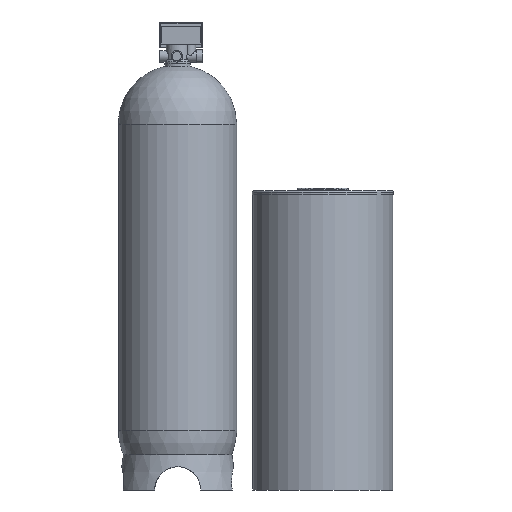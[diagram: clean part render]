
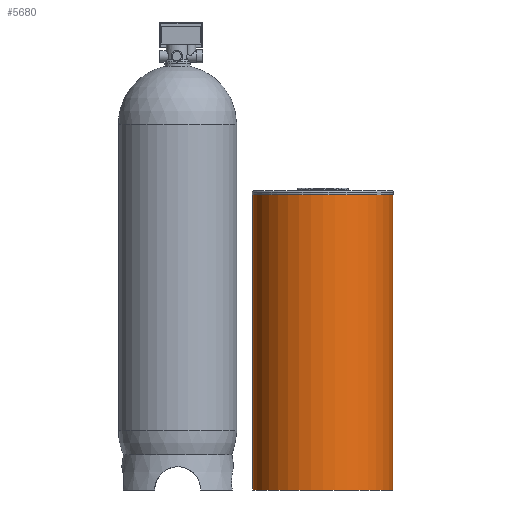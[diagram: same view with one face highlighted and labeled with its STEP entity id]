
A CAD part, front view. The second image highlights one B-rep face of the part: STEP entity #5680.
In plain terms, the highlighted cylindrical face has radius 275 mm (diameter 550 mm), a full revolution.
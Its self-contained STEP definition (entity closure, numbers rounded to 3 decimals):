
#5680=ADVANCED_FACE('',(#10199,#10201,#10203),#10205,.T.);
#10199=FACE_OUTER_BOUND('',#10200,.T.);
#10200=EDGE_LOOP('',(#13595));
#10201=FACE_OUTER_BOUND('',#10202,.T.);
#10202=EDGE_LOOP('',(#13596));
#10203=FACE_BOUND('',#10204,.T.);
#10204=EDGE_LOOP('',(#13597));
#10205=CYLINDRICAL_SURFACE('',#10206,275.);
#10206=AXIS2_PLACEMENT_3D('',#10207,#10208,#10209);
#10207=CARTESIAN_POINT('',(0.,0.,0.));
#10208=DIRECTION('',(0.,0.,1.));
#10209=DIRECTION('',(1.,0.,0.));
#13595=ORIENTED_EDGE('',*,*,#15271,.F.);
#13596=ORIENTED_EDGE('',*,*,#15272,.T.);
#13597=ORIENTED_EDGE('',*,*,#15270,.F.);
#15270=EDGE_CURVE('',#18043,#18043,#18044,.T.);
#15271=EDGE_CURVE('',#18045,#18045,#18046,.T.);
#15272=EDGE_CURVE('',#18047,#18047,#18048,.T.);
#18043=VERTEX_POINT('',#35832);
#18044=B_SPLINE_CURVE_WITH_KNOTS('',3,
(#35833,#35834,#35835,#35836,#35837,#35838,#35839,#35840,#35841,#35842,#35843,#35844,
#35845,#35846,#35847,#35848,#35849,#35850,#35851,#35852,#35853,#35854,#35855,#35856,
#35857,#35858,#35859,#35860,#35861,#35862,#35863,#35864,#35865,#35866,#35867,#35868,
#35869,#35870,#35871,#35872,#35873,#35874,#35875,#35876,#35877,#35878,#35879,#35880,
#35881,#35882,#35883,#35884,#35885,#35886,#35887,#35888,#35889,#35890,#35891,#35892,
#35893,#35894,#35895,#35896,#35897,#35898,#35899,#35900,#35901,#35902,#35903,#35904,
#35905,#35906,#35907),
.UNSPECIFIED.,.T.,.F.,
(4,1,1,1,1,1,1,1,1,1,1,1,1,1,1,1,1,1,1,1,1,1,1,1,1,1,1,1,1,1,1,1,1,1,1,1,1,1,1,1,
1,1,1,1,1,1,1,1,1,1,1,1,1,1,1,1,1,1,1,1,1,1,1,1,1,1,1,1,1,1,1,1,4),
(0.,0.008,0.018,0.028,0.041,
0.054,0.068,0.083,0.099,0.115,
0.132,0.149,0.165,0.179,0.195,
0.209,0.222,0.231,0.24,0.249,
0.258,0.268,0.279,0.289,0.301,
0.315,0.33,0.346,0.36,0.376,
0.393,0.412,0.432,0.45,0.466,
0.481,0.494,0.507,0.522,0.536,
0.554,0.572,0.591,0.609,0.625,
0.642,0.662,0.681,0.699,0.71,
0.72,0.728,0.735,0.742,0.748,
0.756,0.764,0.773,0.782,0.795,
0.812,0.83,0.845,0.86,0.875,
0.893,0.912,0.931,0.95,0.965,
0.979,0.989,1.),
.UNSPECIFIED.);
#18045=VERTEX_POINT('',#35908);
#18046=CIRCLE('',#35909,275.);
#18047=VERTEX_POINT('',#35913);
#18048=CIRCLE('',#35914,275.);
#35832=CARTESIAN_POINT('',(12.5,274.716,870.));
#35833=CARTESIAN_POINT('',(12.5,274.716,870.));
#35834=CARTESIAN_POINT('',(12.5,274.716,869.784));
#35835=CARTESIAN_POINT('',(12.488,274.716,869.323));
#35836=CARTESIAN_POINT('',(12.428,274.719,868.587));
#35837=CARTESIAN_POINT('',(12.306,274.725,867.745));
#35838=CARTESIAN_POINT('',(12.102,274.734,866.815));
#35839=CARTESIAN_POINT('',(11.793,274.747,865.807));
#35840=CARTESIAN_POINT('',(11.374,274.765,864.774));
#35841=CARTESIAN_POINT('',(10.834,274.787,863.726));
#35842=CARTESIAN_POINT('',(10.167,274.812,862.691));
#35843=CARTESIAN_POINT('',(9.365,274.841,861.686));
#35844=CARTESIAN_POINT('',(8.444,274.871,860.751));
#35845=CARTESIAN_POINT('',(7.446,274.9,859.933));
#35846=CARTESIAN_POINT('',(6.425,274.926,859.256));
#35847=CARTESIAN_POINT('',(5.372,274.948,858.693));
#35848=CARTESIAN_POINT('',(4.301,274.967,858.244));
#35849=CARTESIAN_POINT('',(3.227,274.982,857.908));
#35850=CARTESIAN_POINT('',(2.291,274.991,857.701));
#35851=CARTESIAN_POINT('',(1.488,274.996,857.582));
#35852=CARTESIAN_POINT('',(0.788,274.999,857.518));
#35853=CARTESIAN_POINT('',(0.079,275.,857.493));
#35854=CARTESIAN_POINT('',(-0.666,275.,857.51));
#35855=CARTESIAN_POINT('',(-1.445,274.997,857.575));
#35856=CARTESIAN_POINT('',(-2.254,274.991,857.696));
#35857=CARTESIAN_POINT('',(-3.081,274.983,857.875));
#35858=CARTESIAN_POINT('',(-3.999,274.971,858.143));
#35859=CARTESIAN_POINT('',(-4.996,274.955,858.522));
#35860=CARTESIAN_POINT('',(-6.054,274.934,859.042));
#35861=CARTESIAN_POINT('',(-7.058,274.91,859.661));
#35862=CARTESIAN_POINT('',(-8.01,274.884,860.38));
#35863=CARTESIAN_POINT('',(-8.934,274.855,861.224));
#35864=CARTESIAN_POINT('',(-9.841,274.824,862.248));
#35865=CARTESIAN_POINT('',(-10.681,274.793,863.448));
#35866=CARTESIAN_POINT('',(-11.378,274.765,864.754));
#35867=CARTESIAN_POINT('',(-11.891,274.743,866.067));
#35868=CARTESIAN_POINT('',(-12.228,274.728,867.314));
#35869=CARTESIAN_POINT('',(-12.421,274.719,868.457));
#35870=CARTESIAN_POINT('',(-12.506,274.715,869.538));
#35871=CARTESIAN_POINT('',(-12.501,274.716,870.606));
#35872=CARTESIAN_POINT('',(-12.4,274.72,871.711));
#35873=CARTESIAN_POINT('',(-12.18,274.73,872.901));
#35874=CARTESIAN_POINT('',(-11.81,274.746,874.176));
#35875=CARTESIAN_POINT('',(-11.259,274.77,875.497));
#35876=CARTESIAN_POINT('',(-10.549,274.798,876.758));
#35877=CARTESIAN_POINT('',(-9.728,274.828,877.889));
#35878=CARTESIAN_POINT('',(-8.829,274.859,878.881));
#35879=CARTESIAN_POINT('',(-7.788,274.89,879.813));
#35880=CARTESIAN_POINT('',(-6.598,274.922,880.654));
#35881=CARTESIAN_POINT('',(-5.289,274.95,881.357));
#35882=CARTESIAN_POINT('',(-4.112,274.97,881.823));
#35883=CARTESIAN_POINT('',(-3.125,274.983,882.113));
#35884=CARTESIAN_POINT('',(-2.38,274.99,882.278));
#35885=CARTESIAN_POINT('',(-1.741,274.995,882.383));
#35886=CARTESIAN_POINT('',(-1.182,274.998,882.448));
#35887=CARTESIAN_POINT('',(-0.647,274.999,882.487));
#35888=CARTESIAN_POINT('',(-0.107,275.,882.504));
#35889=CARTESIAN_POINT('',(0.465,275.,882.496));
#35890=CARTESIAN_POINT('',(1.097,274.998,882.458));
#35891=CARTESIAN_POINT('',(1.784,274.995,882.379));
#35892=CARTESIAN_POINT('',(2.606,274.988,882.237));
#35893=CARTESIAN_POINT('',(3.61,274.977,881.987));
#35894=CARTESIAN_POINT('',(4.792,274.959,881.572));
#35895=CARTESIAN_POINT('',(5.974,274.936,881.006));
#35896=CARTESIAN_POINT('',(7.041,274.91,880.351));
#35897=CARTESIAN_POINT('',(7.994,274.884,879.633));
#35898=CARTESIAN_POINT('',(8.919,274.856,878.79));
#35899=CARTESIAN_POINT('',(9.829,274.825,877.768));
#35900=CARTESIAN_POINT('',(10.67,274.793,876.569));
#35901=CARTESIAN_POINT('',(11.37,274.765,875.264));
#35902=CARTESIAN_POINT('',(11.879,274.743,873.968));
#35903=CARTESIAN_POINT('',(12.206,274.729,872.772));
#35904=CARTESIAN_POINT('',(12.39,274.721,871.744));
#35905=CARTESIAN_POINT('',(12.481,274.717,870.836));
#35906=CARTESIAN_POINT('',(12.5,274.716,870.275));
#35907=CARTESIAN_POINT('',(12.5,274.716,870.));
#35908=CARTESIAN_POINT('',(275.,0.,1160.));
#35909=AXIS2_PLACEMENT_3D('',#35910,#35911,#35912);
#35910=CARTESIAN_POINT('',(0.,0.,1160.));
#35911=DIRECTION('',(0.,0.,1.));
#35912=DIRECTION('',(1.,0.,0.));
#35913=CARTESIAN_POINT('',(275.,0.,0.));
#35914=AXIS2_PLACEMENT_3D('',#35915,#35916,#35917);
#35915=CARTESIAN_POINT('',(0.,0.,0.));
#35916=DIRECTION('',(0.,0.,1.));
#35917=DIRECTION('',(1.,0.,0.));
